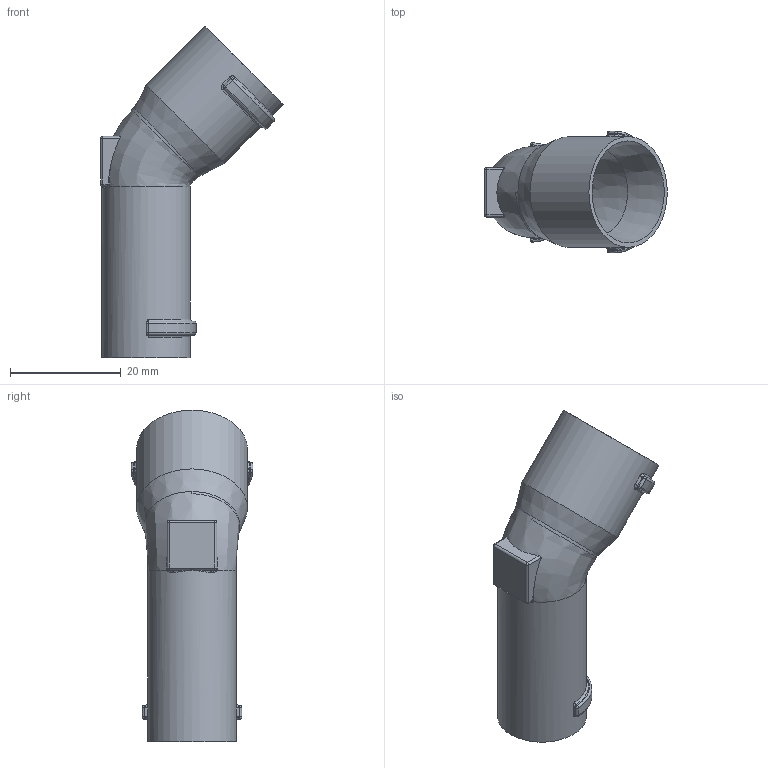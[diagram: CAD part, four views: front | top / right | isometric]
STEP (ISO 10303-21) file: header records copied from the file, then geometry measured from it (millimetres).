
FILE_DESCRIPTION(/* description */ (''),/* implementation_level */ '2;1');
FILE_NAME(/* name */ 'hose connector 45deg 20mm-ID v1.step',/* time_stamp */ '2023-01-26T18:07:38+08:00',/* author */ (''),/* organization */ (''),/* preprocessor_version */ 'ST-DEVELOPER v19.2',/* originating_system */ 'Autodesk Translation Framework v11.17.0.187',/* authorisation */ '');
FILE_SCHEMA (('AUTOMOTIVE_DESIGN { 1 0 10303 214 3 1 1 }'));
Length unit declared in the file: millimetre
Products named in the file (1): hose connector 45deg 20mm-ID
Bounding box: 32.95 x 21.98 x 59.85 mm (x, y, z)
Volume: 5245.8 mm3; surface area: 6118.5 mm2
Topology: 1 solids, 1 shells, 91 faces, 217 edges, 128 vertices
Faces by surface type: cylinder 27, bspline 21, plane 17, sphere 12, torus 12, cone 2
Full cylindrical faces by diameter (mm): 12.8 x1, 16 x1, 20 x1
Entity records: 4442 total; most frequent: CARTESIAN_POINT 2414, ORIENTED_EDGE 434, DIRECTION 395, EDGE_CURVE 217, AXIS2_PLACEMENT_3D 170, VERTEX_POINT 128, CIRCLE 95, EDGE_LOOP 93
